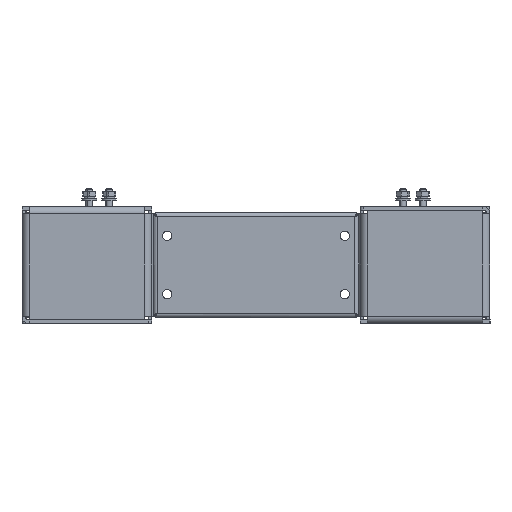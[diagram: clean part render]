
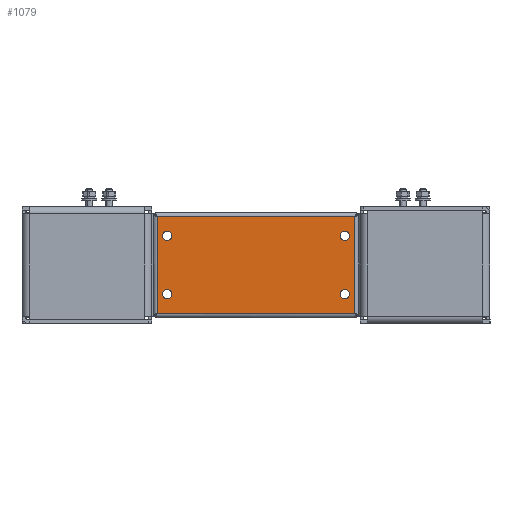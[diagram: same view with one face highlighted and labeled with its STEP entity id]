
A CAD part, left-side view. The second image highlights one B-rep face of the part: STEP entity #1079.
In plain terms, the highlighted face is planar.
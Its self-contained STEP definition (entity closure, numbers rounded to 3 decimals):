
#17 = CARTESIAN_POINT ( 'NONE',  ( -84.5, 45., 0. ) ) ;
#367 = ORIENTED_EDGE ( 'NONE', *, *, #6014, .F. ) ;
#374 = DIRECTION ( 'NONE',  ( 1., 0., 0. ) ) ;
#479 = VECTOR ( 'NONE', #4903, 1000. ) ;
#747 = EDGE_CURVE ( 'NONE', #3386, #7965, #5929, .T. ) ;
#909 = AXIS2_PLACEMENT_3D ( 'NONE', #7045, #10187, #374 ) ;
#1008 = ORIENTED_EDGE ( 'NONE', *, *, #4231, .T. ) ;
#1079 = ADVANCED_FACE ( 'NONE', ( #5384, #1299, #7257, #8667, #6175 ), #6908, .F. ) ;
#1299 = FACE_BOUND ( 'NONE', #2074, .T. ) ;
#1397 = DIRECTION ( 'NONE',  ( -1., 0., 0. ) ) ;
#1402 = CIRCLE ( 'NONE', #1907, 4. ) ;
#1599 = CIRCLE ( 'NONE', #8217, 4. ) ;
#1698 = CARTESIAN_POINT ( 'NONE',  ( -84.5, 41.5, 0. ) ) ;
#1705 = CARTESIAN_POINT ( 'NONE',  ( -84.5, -41.5, 0. ) ) ;
#1717 = AXIS2_PLACEMENT_3D ( 'NONE', #5830, #8857, #9008 ) ;
#1907 = AXIS2_PLACEMENT_3D ( 'NONE', #2502, #9825, #5692 ) ;
#1953 = CIRCLE ( 'NONE', #3305, 4. ) ;
#2008 = DIRECTION ( 'NONE',  ( 1., 0., 0. ) ) ;
#2033 = DIRECTION ( 'NONE',  ( 0., 0., 1. ) ) ;
#2074 = EDGE_LOOP ( 'NONE', ( #4185, #6523 ) ) ;
#2190 = CARTESIAN_POINT ( 'NONE',  ( 80., 25., 0. ) ) ;
#2226 = AXIS2_PLACEMENT_3D ( 'NONE', #7129, #2900, #5444 ) ;
#2233 = CARTESIAN_POINT ( 'NONE',  ( 84.5, 41.5, 0. ) ) ;
#2448 = DIRECTION ( 'NONE',  ( 0., -1., 0. ) ) ;
#2449 = VERTEX_POINT ( 'NONE', #2190 ) ;
#2502 = CARTESIAN_POINT ( 'NONE',  ( 76., 25., 0. ) ) ;
#2505 = CARTESIAN_POINT ( 'NONE',  ( -80., 25., 0. ) ) ;
#2583 = VERTEX_POINT ( 'NONE', #4693 ) ;
#2826 = EDGE_CURVE ( 'NONE', #7090, #2583, #1599, .T. ) ;
#2900 = DIRECTION ( 'NONE',  ( 0., 0., 1. ) ) ;
#3021 = CARTESIAN_POINT ( 'NONE',  ( -72., 25., 0. ) ) ;
#3241 = EDGE_LOOP ( 'NONE', ( #9658, #8494 ) ) ;
#3305 = AXIS2_PLACEMENT_3D ( 'NONE', #9312, #2033, #5284 ) ;
#3386 = VERTEX_POINT ( 'NONE', #6348 ) ;
#3398 = CARTESIAN_POINT ( 'NONE',  ( 84.5, 41.5, 0. ) ) ;
#3555 = EDGE_LOOP ( 'NONE', ( #8713, #4889 ) ) ;
#3557 = DIRECTION ( 'NONE',  ( -1., 0., 0. ) ) ;
#3605 = VERTEX_POINT ( 'NONE', #4101 ) ;
#3795 = EDGE_CURVE ( 'NONE', #7769, #5370, #1953, .T. ) ;
#4002 = DIRECTION ( 'NONE',  ( 0., 0., 1. ) ) ;
#4095 = EDGE_CURVE ( 'NONE', #4170, #9749, #5634, .T. ) ;
#4101 = CARTESIAN_POINT ( 'NONE',  ( 72., -25., 0. ) ) ;
#4170 = VERTEX_POINT ( 'NONE', #1698 ) ;
#4185 = ORIENTED_EDGE ( 'NONE', *, *, #5301, .F. ) ;
#4231 = EDGE_CURVE ( 'NONE', #7965, #4170, #4949, .T. ) ;
#4239 = EDGE_LOOP ( 'NONE', ( #5203, #6545, #1008, #9762 ) ) ;
#4493 = DIRECTION ( 'NONE',  ( 0., 1., 0. ) ) ;
#4693 = CARTESIAN_POINT ( 'NONE',  ( -72., -25., 0. ) ) ;
#4760 = CARTESIAN_POINT ( 'NONE',  ( 76., 25., 0. ) ) ;
#4889 = ORIENTED_EDGE ( 'NONE', *, *, #2826, .F. ) ;
#4902 = LINE ( 'NONE', #7693, #10424 ) ;
#4903 = DIRECTION ( 'NONE',  ( -1., 0., 0. ) ) ;
#4949 = LINE ( 'NONE', #3398, #479 ) ;
#5131 = CARTESIAN_POINT ( 'NONE',  ( 80., -25., 0. ) ) ;
#5203 = ORIENTED_EDGE ( 'NONE', *, *, #5257, .T. ) ;
#5257 = EDGE_CURVE ( 'NONE', #9749, #3386, #4902, .T. ) ;
#5284 = DIRECTION ( 'NONE',  ( 1., 0., 0. ) ) ;
#5299 = CIRCLE ( 'NONE', #1717, 4. ) ;
#5301 = EDGE_CURVE ( 'NONE', #9446, #3605, #8207, .T. ) ;
#5331 = CARTESIAN_POINT ( 'NONE',  ( 0., 0., 0. ) ) ;
#5370 = VERTEX_POINT ( 'NONE', #3021 ) ;
#5384 = FACE_BOUND ( 'NONE', #7275, .T. ) ;
#5444 = DIRECTION ( 'NONE',  ( 1., 0., 0. ) ) ;
#5621 = CIRCLE ( 'NONE', #2226, 4. ) ;
#5634 = LINE ( 'NONE', #17, #9956 ) ;
#5692 = DIRECTION ( 'NONE',  ( -1., 0., 0. ) ) ;
#5821 = CIRCLE ( 'NONE', #7679, 4. ) ;
#5830 = CARTESIAN_POINT ( 'NONE',  ( -76., 25., 0. ) ) ;
#5850 = DIRECTION ( 'NONE',  ( 0., 0., 1. ) ) ;
#5929 = LINE ( 'NONE', #5981, #8084 ) ;
#5981 = CARTESIAN_POINT ( 'NONE',  ( 84.5, -45., 0. ) ) ;
#6014 = EDGE_CURVE ( 'NONE', #2449, #8070, #5821, .T. ) ;
#6175 = FACE_OUTER_BOUND ( 'NONE', #4239, .T. ) ;
#6348 = CARTESIAN_POINT ( 'NONE',  ( 84.5, -41.5, 0. ) ) ;
#6523 = ORIENTED_EDGE ( 'NONE', *, *, #9559, .F. ) ;
#6545 = ORIENTED_EDGE ( 'NONE', *, *, #747, .T. ) ;
#6570 = CARTESIAN_POINT ( 'NONE',  ( 72., 25., 0. ) ) ;
#6641 = EDGE_CURVE ( 'NONE', #8070, #2449, #1402, .T. ) ;
#6741 = CARTESIAN_POINT ( 'NONE',  ( -76., -25., 0. ) ) ;
#6853 = DIRECTION ( 'NONE',  ( 0., 0., 1. ) ) ;
#6908 = PLANE ( 'NONE',  #8436 ) ;
#6942 = CARTESIAN_POINT ( 'NONE',  ( -80., -25., 0. ) ) ;
#7033 = DIRECTION ( 'NONE',  ( -1., 0., 0. ) ) ;
#7045 = CARTESIAN_POINT ( 'NONE',  ( 76., -25., 0. ) ) ;
#7090 = VERTEX_POINT ( 'NONE', #6942 ) ;
#7129 = CARTESIAN_POINT ( 'NONE',  ( 76., -25., 0. ) ) ;
#7257 = FACE_BOUND ( 'NONE', #3555, .T. ) ;
#7275 = EDGE_LOOP ( 'NONE', ( #367, #9341 ) ) ;
#7679 = AXIS2_PLACEMENT_3D ( 'NONE', #4760, #4002, #7033 ) ;
#7693 = CARTESIAN_POINT ( 'NONE',  ( -84.5, -41.5, 0. ) ) ;
#7769 = VERTEX_POINT ( 'NONE', #2505 ) ;
#7829 = CIRCLE ( 'NONE', #10032, 4. ) ;
#7965 = VERTEX_POINT ( 'NONE', #2233 ) ;
#8070 = VERTEX_POINT ( 'NONE', #6570 ) ;
#8084 = VECTOR ( 'NONE', #4493, 1000. ) ;
#8207 = CIRCLE ( 'NONE', #909, 4. ) ;
#8217 = AXIS2_PLACEMENT_3D ( 'NONE', #8446, #5850, #3557 ) ;
#8436 = AXIS2_PLACEMENT_3D ( 'NONE', #5331, #8565, #1397 ) ;
#8446 = CARTESIAN_POINT ( 'NONE',  ( -76., -25., 0. ) ) ;
#8494 = ORIENTED_EDGE ( 'NONE', *, *, #3795, .F. ) ;
#8565 = DIRECTION ( 'NONE',  ( 0., 0., -1. ) ) ;
#8667 = FACE_BOUND ( 'NONE', #3241, .T. ) ;
#8713 = ORIENTED_EDGE ( 'NONE', *, *, #9872, .F. ) ;
#8799 = EDGE_CURVE ( 'NONE', #5370, #7769, #5299, .T. ) ;
#8857 = DIRECTION ( 'NONE',  ( 0., 0., 1. ) ) ;
#9008 = DIRECTION ( 'NONE',  ( 1., 0., 0. ) ) ;
#9146 = DIRECTION ( 'NONE',  ( -1., 0., 0. ) ) ;
#9312 = CARTESIAN_POINT ( 'NONE',  ( -76., 25., 0. ) ) ;
#9341 = ORIENTED_EDGE ( 'NONE', *, *, #6641, .F. ) ;
#9446 = VERTEX_POINT ( 'NONE', #5131 ) ;
#9559 = EDGE_CURVE ( 'NONE', #3605, #9446, #5621, .T. ) ;
#9658 = ORIENTED_EDGE ( 'NONE', *, *, #8799, .F. ) ;
#9749 = VERTEX_POINT ( 'NONE', #1705 ) ;
#9762 = ORIENTED_EDGE ( 'NONE', *, *, #4095, .T. ) ;
#9825 = DIRECTION ( 'NONE',  ( 0., 0., 1. ) ) ;
#9872 = EDGE_CURVE ( 'NONE', #2583, #7090, #7829, .T. ) ;
#9956 = VECTOR ( 'NONE', #2448, 1000. ) ;
#10032 = AXIS2_PLACEMENT_3D ( 'NONE', #6741, #6853, #9146 ) ;
#10187 = DIRECTION ( 'NONE',  ( 0., 0., 1. ) ) ;
#10424 = VECTOR ( 'NONE', #2008, 1000. ) ;
